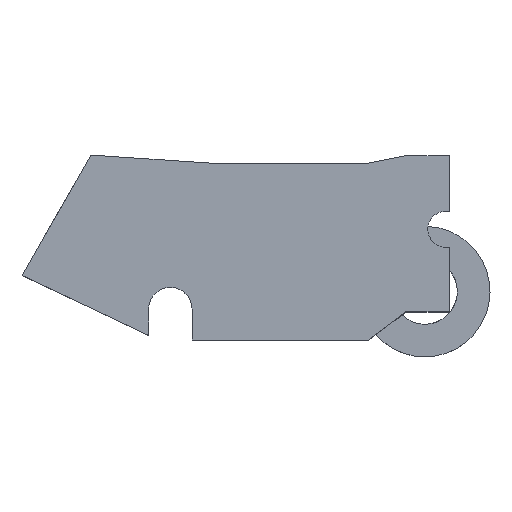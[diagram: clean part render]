
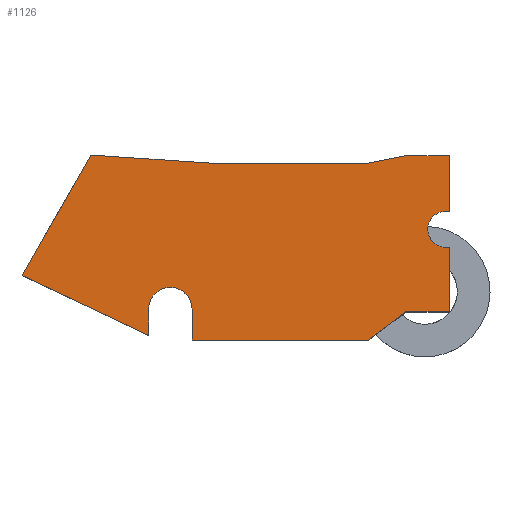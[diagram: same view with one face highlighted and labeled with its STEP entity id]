
A CAD part, top view. The second image highlights one B-rep face of the part: STEP entity #1126.
In plain terms, the highlighted planar face has unit normal (0, 0, 1).
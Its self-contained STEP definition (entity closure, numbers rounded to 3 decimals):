
#36=FACE_OUTER_BOUND('',#94,.T.);
#94=EDGE_LOOP('',(#786,#787,#788,#789,#790,#791,#792,#793,#794,#795,#796,
#797,#798,#799,#800,#801));
#149=CIRCLE('',#1205,1.5);
#150=CIRCLE('',#1206,1.25);
#188=LINE('',#1639,#338);
#190=LINE('',#1646,#340);
#191=LINE('',#1648,#341);
#192=LINE('',#1650,#342);
#193=LINE('',#1652,#343);
#194=LINE('',#1654,#344);
#195=LINE('',#1656,#345);
#196=LINE('',#1660,#346);
#197=LINE('',#1661,#347);
#198=LINE('',#1663,#348);
#199=LINE('',#1665,#349);
#200=LINE('',#1667,#350);
#201=LINE('',#1669,#351);
#202=LINE('',#1670,#352);
#338=VECTOR('',#1326,10.);
#340=VECTOR('',#1332,10.);
#341=VECTOR('',#1333,10.);
#342=VECTOR('',#1334,10.);
#343=VECTOR('',#1335,10.);
#344=VECTOR('',#1336,10.);
#345=VECTOR('',#1337,10.);
#346=VECTOR('',#1340,10.);
#347=VECTOR('',#1341,10.);
#348=VECTOR('',#1342,10.);
#349=VECTOR('',#1343,10.);
#350=VECTOR('',#1344,10.);
#351=VECTOR('',#1345,10.);
#352=VECTOR('',#1346,10.);
#485=VERTEX_POINT('',#1636);
#486=VERTEX_POINT('',#1638);
#487=VERTEX_POINT('',#1642);
#488=VERTEX_POINT('',#1643);
#489=VERTEX_POINT('',#1645);
#490=VERTEX_POINT('',#1647);
#491=VERTEX_POINT('',#1649);
#492=VERTEX_POINT('',#1651);
#493=VERTEX_POINT('',#1653);
#494=VERTEX_POINT('',#1655);
#495=VERTEX_POINT('',#1657);
#496=VERTEX_POINT('',#1659);
#497=VERTEX_POINT('',#1662);
#498=VERTEX_POINT('',#1664);
#499=VERTEX_POINT('',#1666);
#500=VERTEX_POINT('',#1668);
#603=EDGE_CURVE('',#485,#486,#188,.F.);
#605=EDGE_CURVE('',#487,#488,#149,.T.);
#606=EDGE_CURVE('',#487,#489,#190,.T.);
#607=EDGE_CURVE('',#489,#490,#191,.T.);
#608=EDGE_CURVE('',#491,#490,#192,.F.);
#609=EDGE_CURVE('',#492,#491,#193,.F.);
#610=EDGE_CURVE('',#492,#493,#194,.T.);
#611=EDGE_CURVE('',#494,#493,#195,.T.);
#612=EDGE_CURVE('',#494,#495,#150,.T.);
#613=EDGE_CURVE('',#496,#495,#196,.T.);
#614=EDGE_CURVE('',#486,#496,#197,.T.);
#615=EDGE_CURVE('',#497,#485,#198,.F.);
#616=EDGE_CURVE('',#498,#497,#199,.F.);
#617=EDGE_CURVE('',#499,#498,#200,.F.);
#618=EDGE_CURVE('',#499,#500,#201,.F.);
#619=EDGE_CURVE('',#500,#488,#202,.T.);
#786=ORIENTED_EDGE('',*,*,#605,.F.);
#787=ORIENTED_EDGE('',*,*,#606,.T.);
#788=ORIENTED_EDGE('',*,*,#607,.T.);
#789=ORIENTED_EDGE('',*,*,#608,.F.);
#790=ORIENTED_EDGE('',*,*,#609,.F.);
#791=ORIENTED_EDGE('',*,*,#610,.T.);
#792=ORIENTED_EDGE('',*,*,#611,.F.);
#793=ORIENTED_EDGE('',*,*,#612,.T.);
#794=ORIENTED_EDGE('',*,*,#613,.F.);
#795=ORIENTED_EDGE('',*,*,#614,.F.);
#796=ORIENTED_EDGE('',*,*,#603,.F.);
#797=ORIENTED_EDGE('',*,*,#615,.F.);
#798=ORIENTED_EDGE('',*,*,#616,.F.);
#799=ORIENTED_EDGE('',*,*,#617,.F.);
#800=ORIENTED_EDGE('',*,*,#618,.T.);
#801=ORIENTED_EDGE('',*,*,#619,.T.);
#1073=PLANE('',#1204);
#1126=ADVANCED_FACE('',(#36),#1073,.T.);
#1204=AXIS2_PLACEMENT_3D('',#1641,#1328,#1329);
#1205=AXIS2_PLACEMENT_3D('',#1644,#1330,#1331);
#1206=AXIS2_PLACEMENT_3D('',#1658,#1338,#1339);
#1326=DIRECTION('',(-0.981,-0.195,0.));
#1328=DIRECTION('center_axis',(0.,0.,
1.));
#1329=DIRECTION('ref_axis',(-1.,0.,0.));
#1330=DIRECTION('center_axis',(0.,0.,
1.));
#1331=DIRECTION('ref_axis',(1.,0.,0.));
#1332=DIRECTION('',(1.,0.,0.));
#1333=DIRECTION('',(0.,-1.,0.));
#1334=DIRECTION('',(1.,0.,0.));
#1335=DIRECTION('',(0.797,0.604,0.));
#1336=DIRECTION('',(1.,0.,0.));
#1337=DIRECTION('',(0.,-1.,0.));
#1338=DIRECTION('center_axis',(0.,0.,
-1.));
#1339=DIRECTION('ref_axis',(1.,0.,0.));
#1340=DIRECTION('',(0.,-1.,0.));
#1341=DIRECTION('',(1.,0.,0.));
#1342=DIRECTION('',(-1.,0.,0.));
#1343=DIRECTION('',(-0.998,0.067,0.));
#1344=DIRECTION('',(-0.496,-0.868,0.));
#1345=DIRECTION('',(-0.904,0.428,0.));
#1346=DIRECTION('',(0.,1.,0.));
#1636=CARTESIAN_POINT('',(-115.325,55.567,22.));
#1638=CARTESIAN_POINT('',(-112.772,56.075,22.));
#1639=CARTESIAN_POINT('',(-64.667,65.644,22.));
#1641=CARTESIAN_POINT('Origin',(0.567,2.453,22.));
#1642=CARTESIAN_POINT('',(-127.5,45.5,22.));
#1643=CARTESIAN_POINT('',(-130.5,45.465,22.));
#1644=CARTESIAN_POINT('Origin',(-129.,45.5,22.));
#1645=CARTESIAN_POINT('',(-127.5,45.5,22.));
#1646=CARTESIAN_POINT('',(-63.466,45.5,22.));
#1647=CARTESIAN_POINT('',(-127.5,43.368,22.));
#1648=CARTESIAN_POINT('',(-127.5,22.911,22.));
#1649=CARTESIAN_POINT('',(-115.325,43.368,22.));
#1650=CARTESIAN_POINT('',(-57.692,43.368,22.));
#1651=CARTESIAN_POINT('',(-112.772,45.303,22.));
#1652=CARTESIAN_POINT('',(-80.972,69.402,22.));
#1653=CARTESIAN_POINT('',(-109.772,45.303,22.));
#1654=CARTESIAN_POINT('',(-112.772,45.303,22.));
#1655=CARTESIAN_POINT('',(-109.772,49.771,22.));
#1656=CARTESIAN_POINT('',(-109.772,56.075,22.));
#1657=CARTESIAN_POINT('',(-109.772,52.229,22.));
#1658=CARTESIAN_POINT('Origin',(-110.,51.,22.));
#1659=CARTESIAN_POINT('',(-109.772,56.075,22.));
#1660=CARTESIAN_POINT('',(-109.772,56.075,22.));
#1661=CARTESIAN_POINT('',(-112.772,56.075,22.));
#1662=CARTESIAN_POINT('',(-126.325,55.567,22.));
#1663=CARTESIAN_POINT('',(-57.692,55.567,22.));
#1664=CARTESIAN_POINT('',(-134.477,56.118,22.));
#1665=CARTESIAN_POINT('',(-65.457,51.452,22.));
#1666=CARTESIAN_POINT('',(-139.224,47.812,22.));
#1667=CARTESIAN_POINT('',(-131.415,61.477,22.));
#1668=CARTESIAN_POINT('',(-130.5,43.684,22.));
#1669=CARTESIAN_POINT('',(-67.218,13.742,22.));
#1670=CARTESIAN_POINT('',(-130.5,23.959,22.));
